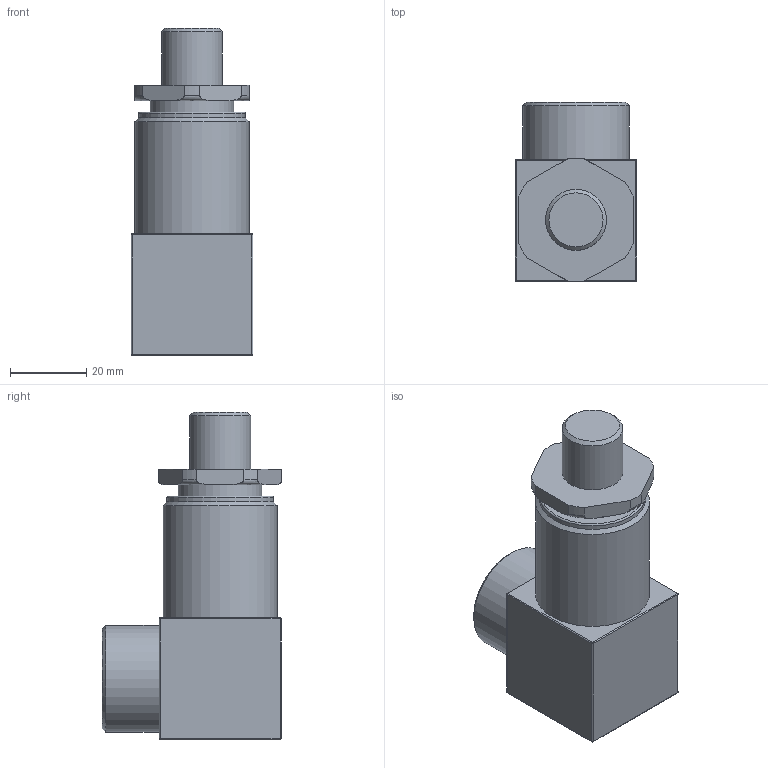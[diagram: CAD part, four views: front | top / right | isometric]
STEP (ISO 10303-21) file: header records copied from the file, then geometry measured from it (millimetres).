
FILE_DESCRIPTION(/* description */ (''),/* implementation_level */ '2;1');
FILE_NAME(/* name */ '493_M16_M16.stp',/* time_stamp */ '2023-08-01T16:55:53+05:00',/* author */ ('pradhakrishnan'),/* organization */ (''),/* preprocessor_version */ 'ST-DEVELOPER v18',/* originating_system */ 'Autodesk Inventor 2020',/* authorisation */ '');
FILE_SCHEMA (('AUTOMOTIVE_DESIGN { 1 0 10303 214 3 1 1 }'));
Length unit declared in the file: millimetre
Products named in the file (1): Part2
Bounding box: 32 x 47.23 x 86 mm (x, y, z)
Volume: 86280.3 mm3; surface area: 17036.3 mm2
Topology: 4 solids, 4 shells, 79 faces, 181 edges, 117 vertices
Faces by surface type: cylinder 28, plane 25, torus 15, sphere 8, cone 3
Full cylindrical faces by diameter (mm): 13.95 x1, 16 x1, 17.25 x1, 19.55 x1, 21.975 x3, 28 x2, 30 x1
Entity records: 2558 total; most frequent: CARTESIAN_POINT 534, DIRECTION 443, ORIENTED_EDGE 362, AXIS2_PLACEMENT_3D 194, EDGE_CURVE 181, VERTEX_POINT 117, CIRCLE 114, EDGE_LOOP 88
